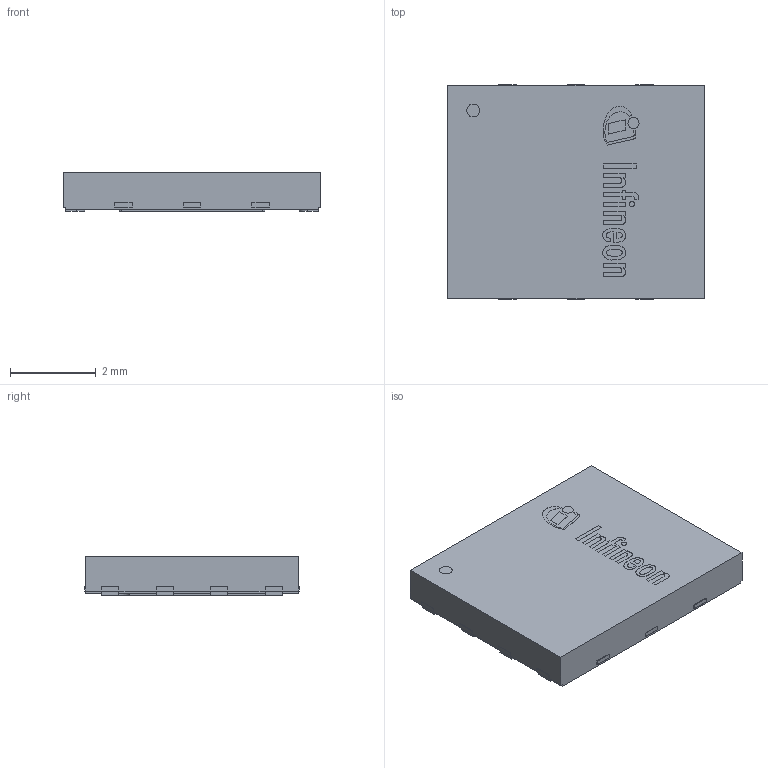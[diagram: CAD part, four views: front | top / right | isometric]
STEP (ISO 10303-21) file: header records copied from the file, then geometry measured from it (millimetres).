
FILE_DESCRIPTION(/* description */ (''),/* implementation_level */ '2;1');
FILE_NAME(/* name */ 'PG-VQFN-8-7_Z8B00256823_V01_3D.stp',/* time_stamp */ '2025-03-20T18:51:07+05:30',/* author */ ('sivamani'),/* organization */ (''),/* preprocessor_version */ 'ST-DEVELOPER v19.2',/* originating_system */ 'AutoCAD Mechanical',/* authorisation */ '');
FILE_SCHEMA (('AUTOMOTIVE_DESIGN { 1 0 10303 214 3 1 1 }'));
Length unit declared in the file: millimetre
Products named in the file (1): Product
Bounding box: 6 x 5 x 0.9 mm (x, y, z)
Volume: 26.1 mm3; surface area: 121.2 mm2
Topology: 29 solids, 29 shells, 299 faces, 717 edges, 478 vertices
Faces by surface type: plane 249, cylinder 32, bspline 18
Full cylindrical faces by diameter (mm): 0.126 x1, 0.259 x1, 0.3 x2
Entity records: 8821 total; most frequent: CARTESIAN_POINT 1865, ORIENTED_EDGE 1434, DIRECTION 1309, EDGE_CURVE 717, LINE 617, VECTOR 617, VERTEX_POINT 478, AXIS2_PLACEMENT_3D 346
